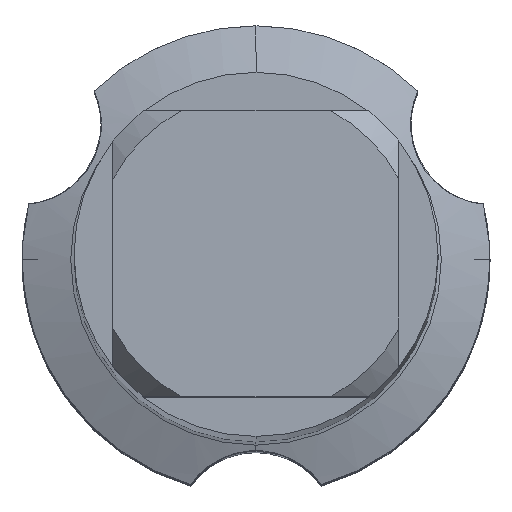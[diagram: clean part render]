
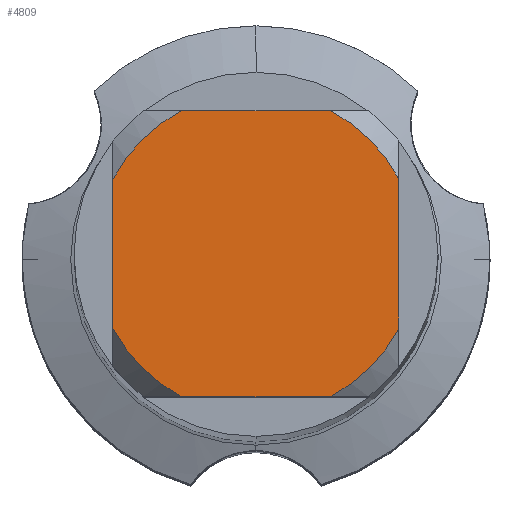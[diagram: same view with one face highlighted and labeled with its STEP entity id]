
A CAD part, top view. The second image highlights one B-rep face of the part: STEP entity #4809.
In plain terms, the highlighted planar face has unit normal (0, 0, 1).
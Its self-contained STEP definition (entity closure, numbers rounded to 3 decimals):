
#2981=VERTEX_POINT('',#8319);
#3653=EDGE_CURVE('',#6583,#5435,#9049,.T.);
#4667=VERTEX_POINT('',#10153);
#4809=ADVANCED_FACE('',(#10304),#10305,.T.);
#5113=VERTEX_POINT('',#10640);
#5435=VERTEX_POINT('',#10986);
#5495=VERTEX_POINT('',#11054);
#5649=EDGE_CURVE('',#6803,#2981,#11223,.T.);
#5941=EDGE_CURVE('',#5113,#2981,#11541,.T.);
#5965=EDGE_CURVE('',#5113,#5435,#11569,.T.);
#6583=VERTEX_POINT('',#12239);
#6621=EDGE_CURVE('',#5495,#4667,#12280,.T.);
#6641=EDGE_CURVE('',#6583,#4667,#12304,.T.);
#6803=VERTEX_POINT('',#12479);
#6989=EDGE_CURVE('',#6803,#7697,#12683,.T.);
#7099=EDGE_CURVE('',#5495,#7697,#12802,.T.);
#7697=VERTEX_POINT('',#13466);
#8319=CARTESIAN_POINT('',(-1.431,2.75,0.0));
#9049=LINE('',#15641,#15642);
#10153=CARTESIAN_POINT('',(1.431,-2.75,0.0));
#10304=FACE_OUTER_BOUND('',#17882,.T.);
#10305=PLANE('',#17883);
#10640=CARTESIAN_POINT('',(1.431,2.75,0.0));
#10986=CARTESIAN_POINT('',(2.75,1.431,0.0));
#11054=CARTESIAN_POINT('',(-1.431,-2.75,0.0));
#11223=CIRCLE('',#19422,3.1);
#11541=LINE('',#19991,#19992);
#11569=CIRCLE('',#20025,3.1);
#12239=CARTESIAN_POINT('',(2.75,-1.431,0.0));
#12280=LINE('',#21155,#21156);
#12304=CIRCLE('',#21190,3.1);
#12479=CARTESIAN_POINT('',(-2.75,1.431,0.0));
#12683=LINE('',#21867,#21868);
#12802=CIRCLE('',#22050,3.1);
#13466=CARTESIAN_POINT('',(-2.75,-1.431,0.0));
#15641=CARTESIAN_POINT('',(2.75,0.775,0.0));
#15642=VECTOR('',#25005,1.0);
#17882=EDGE_LOOP('',(#26446,#26447,#26448,#26449,#26450,#26451,#26452,#26453));
#17883=AXIS2_PLACEMENT_3D('',#26454,#26455,#26456);
#19422=AXIS2_PLACEMENT_3D('',#27433,#27434,#27435);
#19991=CARTESIAN_POINT('',(0.0,2.75,0.0));
#19992=VECTOR('',#27785,1.0);
#20025=AXIS2_PLACEMENT_3D('',#27829,#27830,#27831);
#21155=CARTESIAN_POINT('',(0.0,-2.75,0.0));
#21156=VECTOR('',#28560,1.0);
#21190=AXIS2_PLACEMENT_3D('',#28599,#28600,#28601);
#21867=CARTESIAN_POINT('',(-2.75,0.775,0.0));
#21868=VECTOR('',#29011,1.0);
#22050=AXIS2_PLACEMENT_3D('',#29146,#29147,#29148);
#25005=DIRECTION('',(-0.0,1.0,0.0));
#26446=ORIENTED_EDGE('',*,*,#6989,.T.);
#26447=ORIENTED_EDGE('',*,*,#7099,.F.);
#26448=ORIENTED_EDGE('',*,*,#6621,.T.);
#26449=ORIENTED_EDGE('',*,*,#6641,.F.);
#26450=ORIENTED_EDGE('',*,*,#3653,.T.);
#26451=ORIENTED_EDGE('',*,*,#5965,.F.);
#26452=ORIENTED_EDGE('',*,*,#5941,.T.);
#26453=ORIENTED_EDGE('',*,*,#5649,.F.);
#26454=CARTESIAN_POINT('',(0.0,1.55,0.0));
#26455=DIRECTION('',(-0.0,0.0,1.0));
#26456=DIRECTION('',(0.0,-1.0,0.0));
#27433=CARTESIAN_POINT('',(0.0,0.0,0.0));
#27434=DIRECTION('',(0.0,0.0,-1.0));
#27435=DIRECTION('',(0.0,1.0,0.0));
#27785=DIRECTION('',(-1.0,0.0,0.0));
#27829=CARTESIAN_POINT('',(0.0,0.0,0.0));
#27830=DIRECTION('',(0.0,0.0,-1.0));
#27831=DIRECTION('',(0.0,1.0,0.0));
#28560=DIRECTION('',(1.0,0.0,0.0));
#28599=CARTESIAN_POINT('',(0.0,0.0,0.0));
#28600=DIRECTION('',(0.0,0.0,-1.0));
#28601=DIRECTION('',(0.0,1.0,0.0));
#29011=DIRECTION('',(-0.0,-1.0,0.0));
#29146=CARTESIAN_POINT('',(0.0,0.0,0.0));
#29147=DIRECTION('',(0.0,0.0,-1.0));
#29148=DIRECTION('',(0.0,1.0,0.0));
